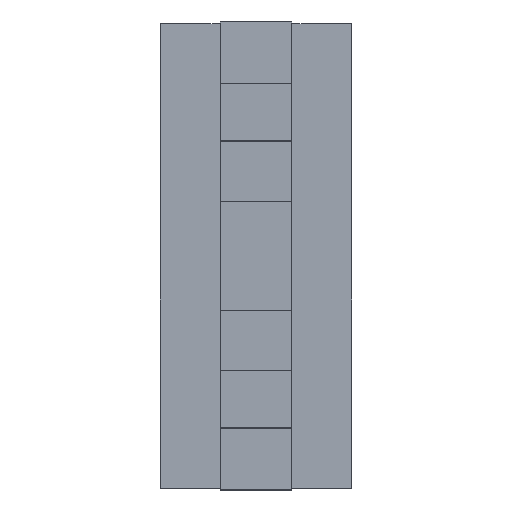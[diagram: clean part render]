
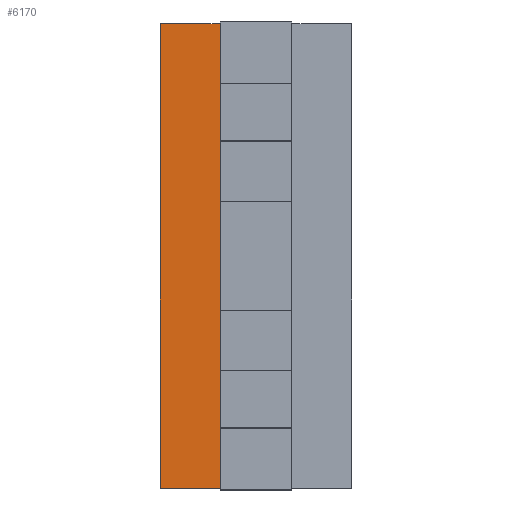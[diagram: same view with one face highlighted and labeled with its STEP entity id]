
A CAD part, top view. The second image highlights one B-rep face of the part: STEP entity #6170.
In plain terms, the highlighted planar face has unit normal (0, 0, 1).
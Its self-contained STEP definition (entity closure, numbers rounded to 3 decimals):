
#273 = EDGE_CURVE ( 'NONE', #383, #3105, #3690, .T. ) ;
#383 = VERTEX_POINT ( 'NONE', #1807 ) ;
#389 = DIRECTION ( 'NONE',  ( 0., 1., 0. ) ) ;
#574 = AXIS2_PLACEMENT_3D ( 'NONE', #1449, #5305, #389 ) ;
#717 = ORIENTED_EDGE ( 'NONE', *, *, #273, .T. ) ;
#1100 = DIRECTION ( 'NONE',  ( -1., 0., 0. ) ) ;
#1254 = VECTOR ( 'NONE', #3665, 1000. ) ;
#1406 = LINE ( 'NONE', #2469, #5774 ) ;
#1449 = CARTESIAN_POINT ( 'NONE',  ( 20., 48.5, 12. ) ) ;
#1494 = PLANE ( 'NONE',  #574 ) ;
#1787 = CARTESIAN_POINT ( 'NONE',  ( -20., -48.5, 12. ) ) ;
#1807 = CARTESIAN_POINT ( 'NONE',  ( -20., 48.5, 12. ) ) ;
#2235 = VERTEX_POINT ( 'NONE', #4067 ) ;
#2253 = ORIENTED_EDGE ( 'NONE', *, *, #3301, .T. ) ;
#2431 = VERTEX_POINT ( 'NONE', #4836 ) ;
#2469 = CARTESIAN_POINT ( 'NONE',  ( 20., 48.5, 12. ) ) ;
#2680 = EDGE_LOOP ( 'NONE', ( #4201, #3396, #2253, #717 ) ) ;
#2710 = LINE ( 'NONE', #6358, #1254 ) ;
#3105 = VERTEX_POINT ( 'NONE', #1787 ) ;
#3301 = EDGE_CURVE ( 'NONE', #2431, #383, #1406, .T. ) ;
#3366 = CARTESIAN_POINT ( 'NONE',  ( 20., -48.5, 12. ) ) ;
#3396 = ORIENTED_EDGE ( 'NONE', *, *, #6173, .F. ) ;
#3665 = DIRECTION ( 'NONE',  ( 0., -1., 0. ) ) ;
#3690 = LINE ( 'NONE', #6121, #3872 ) ;
#3819 = VECTOR ( 'NONE', #1100, 1000. ) ;
#3872 = VECTOR ( 'NONE', #6077, 1000. ) ;
#4067 = CARTESIAN_POINT ( 'NONE',  ( -7.5, -48.5, 12. ) ) ;
#4201 = ORIENTED_EDGE ( 'NONE', *, *, #5788, .F. ) ;
#4836 = CARTESIAN_POINT ( 'NONE',  ( -7.5, 48.5, 12. ) ) ;
#5102 = LINE ( 'NONE', #3366, #3819 ) ;
#5243 = DIRECTION ( 'NONE',  ( -1., 0., 0. ) ) ;
#5305 = DIRECTION ( 'NONE',  ( 0., 0., -1. ) ) ;
#5774 = VECTOR ( 'NONE', #5243, 1000. ) ;
#5788 = EDGE_CURVE ( 'NONE', #2235, #3105, #5102, .T. ) ;
#6077 = DIRECTION ( 'NONE',  ( 0., -1., 0. ) ) ;
#6121 = CARTESIAN_POINT ( 'NONE',  ( -20., 48.5, 12. ) ) ;
#6170 = ADVANCED_FACE ( 'NONE', ( #6296 ), #1494, .F. ) ;
#6173 = EDGE_CURVE ( 'NONE', #2431, #2235, #2710, .T. ) ;
#6296 = FACE_OUTER_BOUND ( 'NONE', #2680, .T. ) ;
#6358 = CARTESIAN_POINT ( 'NONE',  ( -7.5, -48.5, 12. ) ) ;
